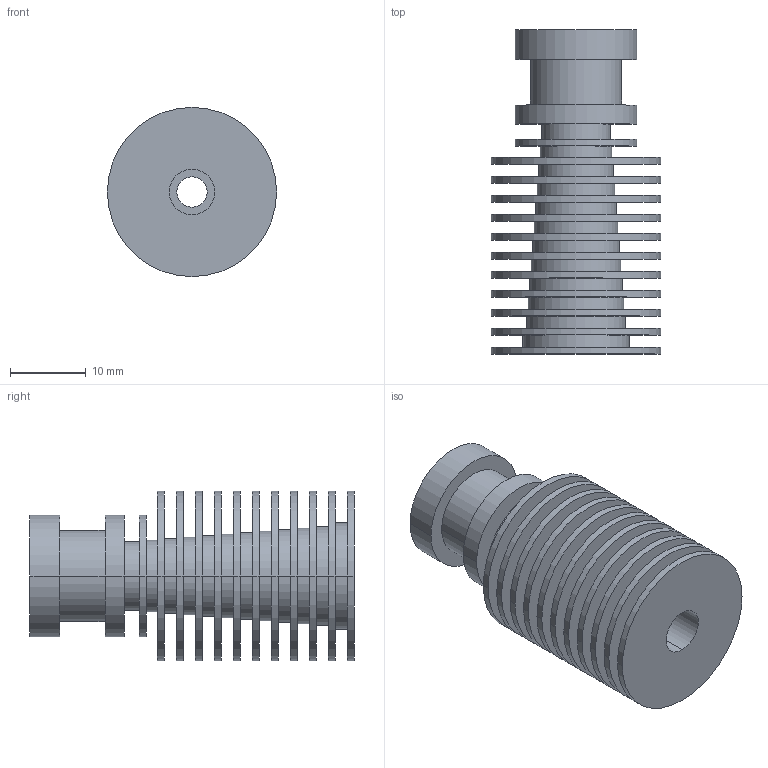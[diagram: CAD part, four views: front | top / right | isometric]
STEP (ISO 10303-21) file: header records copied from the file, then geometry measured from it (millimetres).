
FILE_DESCRIPTION (( 'STEP AP203' ), '1' );
FILE_NAME ('E3DV6-B.STEP', '2021-03-02T19:23:08', ( '倢毞' ), ( '倢毞馱釬弅' ), 'SwSTEP 2.0', 'SolidWorks 2017', '' );
FILE_SCHEMA (( 'CONFIG_CONTROL_DESIGN' ));
Length unit declared in the file: millimetre
Products named in the file (1): E3DV6-B
Bounding box: 22.3 x 42.7 x 22.3 mm (x, y, z)
Volume: 6535.2 mm3; surface area: 9930.9 mm2
Topology: 1 solids, 1 shells, 93 faces, 186 edges, 124 vertices
Faces by surface type: cylinder 60, plane 31, cone 2
Entity records: 2565 total; most frequent: DIRECTION 498, CARTESIAN_POINT 404, ORIENTED_EDGE 372, AXIS2_PLACEMENT_3D 218, EDGE_CURVE 186, EDGE_LOOP 124, CIRCLE 124, VERTEX_POINT 124
